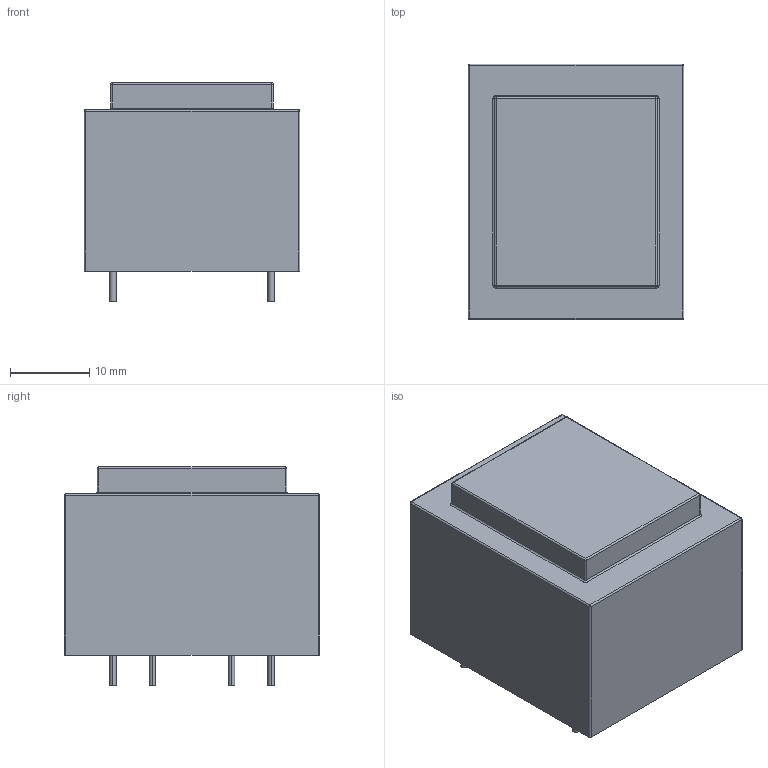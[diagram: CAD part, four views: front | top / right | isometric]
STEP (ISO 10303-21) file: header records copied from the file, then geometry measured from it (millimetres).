
FILE_DESCRIPTION((''),'2;1');
FILE_NAME('XFMR_BLOCK_VB1.5-2.stp','2012-07-02T12:46:12',(''),(''),'Mechanical Desktop 2011','Mechanical Desktop 2011',', , ');
FILE_SCHEMA(('AUTOMOTIVE_DESIGN { 1 2 10303 214 1 1 1 1 }'));
Length unit declared in the file: millimetre
Products named in the file (1): Product
Bounding box: 27.3 x 32.3 x 27.6 mm (x, y, z)
Volume: 19679.1 mm3; surface area: 4528.2 mm2
Topology: 7 solids, 7 shells, 67 faces, 132 edges, 72 vertices
Faces by surface type: cylinder 32, plane 23, sphere 8, bspline 4
Entity records: 1856 total; most frequent: CARTESIAN_POINT 440, DIRECTION 320, ORIENTED_EDGE 248, AXIS2_PLACEMENT_3D 132, EDGE_CURVE 124, VERTEX_POINT 72, CIRCLE 68, EDGE_LOOP 68
